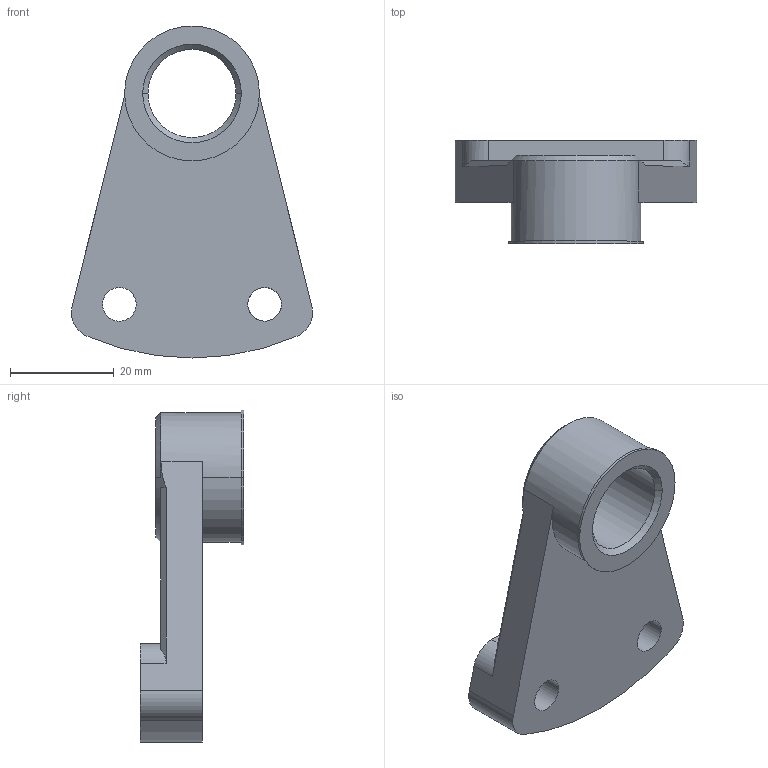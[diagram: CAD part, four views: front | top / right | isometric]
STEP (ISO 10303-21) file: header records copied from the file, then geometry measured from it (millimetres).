
FILE_DESCRIPTION(('CATIA V5 STEP'),'2;1');
FILE_NAME('Support etrier.stp','2017-04-12T06:45:14+00:00',('none'),('none'),'CATIA Version 5 Release 20 SP 6 (IN-10)','CATIA V5 STEP AP203 Edition 2','none');
FILE_SCHEMA(('AP203_CONFIGURATION_CONTROLLED_3D_DESIGN_OF_MECHANICAL_PARTS_AND_ASSEMBLIES_MIM_LF { 1 0 10303 403 2 1 2}'));
Length unit declared in the file: millimetre
Products named in the file (1): Support étrier
Bounding box: 46.49 x 20 x 64 mm (x, y, z)
Volume: 19533 mm3; surface area: 7570.2 mm2
Topology: 1 solids, 1 shells, 34 faces, 91 edges, 60 vertices
Faces by surface type: cylinder 19, plane 11, cone 4
Entity records: 1095 total; most frequent: CARTESIAN_POINT 213, ORIENTED_EDGE 182, DIRECTION 139, EDGE_CURVE 91, AXIS2_PLACEMENT_3D 75, VERTEX_POINT 60, CIRCLE 47, EDGE_LOOP 41
